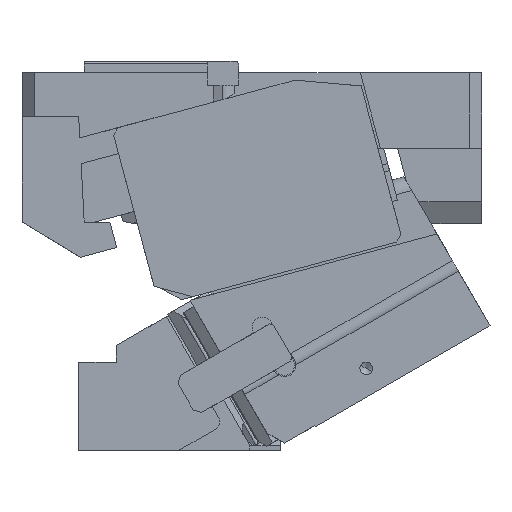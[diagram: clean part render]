
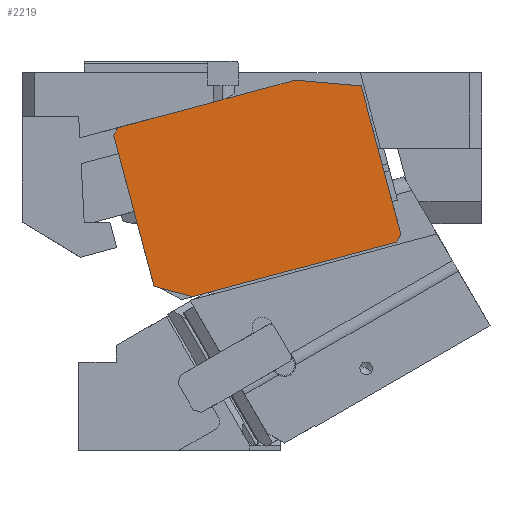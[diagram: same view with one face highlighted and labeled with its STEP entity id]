
A CAD part, front view. The second image highlights one B-rep face of the part: STEP entity #2219.
In plain terms, the highlighted planar face has unit normal (0, -1, 0).
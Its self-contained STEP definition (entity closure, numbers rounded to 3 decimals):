
#2045=CARTESIAN_POINT('Vertex',(-131.949,-126.,276.947)) ;
#2074=CARTESIAN_POINT('Vertex',(-208.662,-126.,256.391)) ;
#2077=CARTESIAN_POINT('Line Origine',(-170.306,-126.,266.669)) ;
#2119=CARTESIAN_POINT('Vertex',(-212.198,-126.,250.268)) ;
#2124=CARTESIAN_POINT('Line Origine',(-210.43,-126.,253.33)) ;
#2141=CARTESIAN_POINT('Axis2P3D Location',(-81.903,-126.,104.007)) ;
#2147=CARTESIAN_POINT('Control Point',(-16.178,-126.,289.521)) ;
#2148=CARTESIAN_POINT('Control Point',(-15.648,-126.,289.474)) ;
#2149=CARTESIAN_POINT('Vertex',(-16.178,-126.,289.521)) ;
#2151=CARTESIAN_POINT('Vertex',(-15.648,-126.,289.474)) ;
#2154=CARTESIAN_POINT('Line Origine',(-42.127,-126.,291.791)) ;
#2158=CARTESIAN_POINT('Vertex',(-68.076,-126.,294.061)) ;
#2161=CARTESIAN_POINT('Line Origine',(-86.538,-126.,289.114)) ;
#2165=CARTESIAN_POINT('Vertex',(-105.,-126.,284.168)) ;
#2168=CARTESIAN_POINT('Line Origine',(-118.474,-126.,280.557)) ;
#2173=CARTESIAN_POINT('Line Origine',(-196.122,-126.,190.271)) ;
#2177=CARTESIAN_POINT('Vertex',(-180.045,-126.,130.274)) ;
#2180=CARTESIAN_POINT('Line Origine',(-164.809,-126.,126.192)) ;
#2184=CARTESIAN_POINT('Vertex',(-149.573,-126.,122.109)) ;
#2187=CARTESIAN_POINT('Line Origine',(-68.59,-126.,143.808)) ;
#2191=CARTESIAN_POINT('Vertex',(12.393,-126.,165.508)) ;
#2194=CARTESIAN_POINT('Line Origine',(14.16,-126.,168.57)) ;
#2198=CARTESIAN_POINT('Vertex',(15.928,-126.,171.631)) ;
#2201=CARTESIAN_POINT('Line Origine',(0.14,-126.,230.553)) ;
#2078=DIRECTION('Vector Direction',(0.966,0.,0.259)) ;
#2125=DIRECTION('Vector Direction',(-0.5,0.,-0.866)) ;
#2142=DIRECTION('Axis2P3D Direction',(0.,1.,0.)) ;
#2143=DIRECTION('Axis2P3D XDirection',(0.966,0.,0.259)) ;
#2155=DIRECTION('Vector Direction',(0.996,0.,-0.087)) ;
#2162=DIRECTION('Vector Direction',(0.966,0.,0.259)) ;
#2169=DIRECTION('Vector Direction',(0.966,0.,0.259)) ;
#2174=DIRECTION('Vector Direction',(-0.259,0.,0.966)) ;
#2181=DIRECTION('Vector Direction',(-0.966,0.,0.259)) ;
#2188=DIRECTION('Vector Direction',(0.966,0.,0.259)) ;
#2195=DIRECTION('Vector Direction',(0.5,0.,0.866)) ;
#2202=DIRECTION('Vector Direction',(-0.259,0.,0.966)) ;
#2144=AXIS2_PLACEMENT_3D('Plane Axis2P3D',#2141,#2142,#2143) ;
#2207=ORIENTED_EDGE('',*,*,#2153,.F.) ;
#2208=ORIENTED_EDGE('',*,*,#2160,.F.) ;
#2209=ORIENTED_EDGE('',*,*,#2167,.F.) ;
#2210=ORIENTED_EDGE('',*,*,#2172,.F.) ;
#2211=ORIENTED_EDGE('',*,*,#2081,.F.) ;
#2212=ORIENTED_EDGE('',*,*,#2128,.T.) ;
#2213=ORIENTED_EDGE('',*,*,#2179,.F.) ;
#2214=ORIENTED_EDGE('',*,*,#2186,.F.) ;
#2215=ORIENTED_EDGE('',*,*,#2193,.T.) ;
#2216=ORIENTED_EDGE('',*,*,#2200,.T.) ;
#2217=ORIENTED_EDGE('',*,*,#2205,.T.) ;
#2079=VECTOR('Line Direction',#2078,1.) ;
#2126=VECTOR('Line Direction',#2125,1.) ;
#2156=VECTOR('Line Direction',#2155,1.) ;
#2163=VECTOR('Line Direction',#2162,1.) ;
#2170=VECTOR('Line Direction',#2169,1.) ;
#2175=VECTOR('Line Direction',#2174,1.) ;
#2182=VECTOR('Line Direction',#2181,1.) ;
#2189=VECTOR('Line Direction',#2188,1.) ;
#2196=VECTOR('Line Direction',#2195,1.) ;
#2203=VECTOR('Line Direction',#2202,1.) ;
#2219=ADVANCED_FACE('CAM HOLDER',(#2218),#2145,.F.) ;
#2146=B_SPLINE_CURVE_WITH_KNOTS('',1,(#2147,#2148),.UNSPECIFIED.,.F.,.U.,(2,2),(0.,0.532),.UNSPECIFIED.) ;
#2081=EDGE_CURVE('',#2075,#2046,#2080,.T.) ;
#2128=EDGE_CURVE('',#2075,#2120,#2127,.T.) ;
#2153=EDGE_CURVE('',#2150,#2152,#2146,.T.) ;
#2160=EDGE_CURVE('',#2159,#2150,#2157,.T.) ;
#2167=EDGE_CURVE('',#2166,#2159,#2164,.T.) ;
#2172=EDGE_CURVE('',#2046,#2166,#2171,.T.) ;
#2179=EDGE_CURVE('',#2178,#2120,#2176,.T.) ;
#2186=EDGE_CURVE('',#2185,#2178,#2183,.T.) ;
#2193=EDGE_CURVE('',#2185,#2192,#2190,.T.) ;
#2200=EDGE_CURVE('',#2192,#2199,#2197,.T.) ;
#2205=EDGE_CURVE('',#2199,#2152,#2204,.T.) ;
#2206=EDGE_LOOP('',(#2207,#2208,#2209,#2210,#2211,#2212,#2213,#2214,#2215,#2216,#2217)) ;
#2218=FACE_OUTER_BOUND('',#2206,.T.) ;
#2080=LINE('Line',#2077,#2079) ;
#2127=LINE('Line',#2124,#2126) ;
#2157=LINE('Line',#2154,#2156) ;
#2164=LINE('Line',#2161,#2163) ;
#2171=LINE('Line',#2168,#2170) ;
#2176=LINE('Line',#2173,#2175) ;
#2183=LINE('Line',#2180,#2182) ;
#2190=LINE('Line',#2187,#2189) ;
#2197=LINE('Line',#2194,#2196) ;
#2204=LINE('Line',#2201,#2203) ;
#2145=PLANE('Plane',#2144) ;
#2046=VERTEX_POINT('',#2045) ;
#2075=VERTEX_POINT('',#2074) ;
#2120=VERTEX_POINT('',#2119) ;
#2150=VERTEX_POINT('',#2149) ;
#2152=VERTEX_POINT('',#2151) ;
#2159=VERTEX_POINT('',#2158) ;
#2166=VERTEX_POINT('',#2165) ;
#2178=VERTEX_POINT('',#2177) ;
#2185=VERTEX_POINT('',#2184) ;
#2192=VERTEX_POINT('',#2191) ;
#2199=VERTEX_POINT('',#2198) ;
